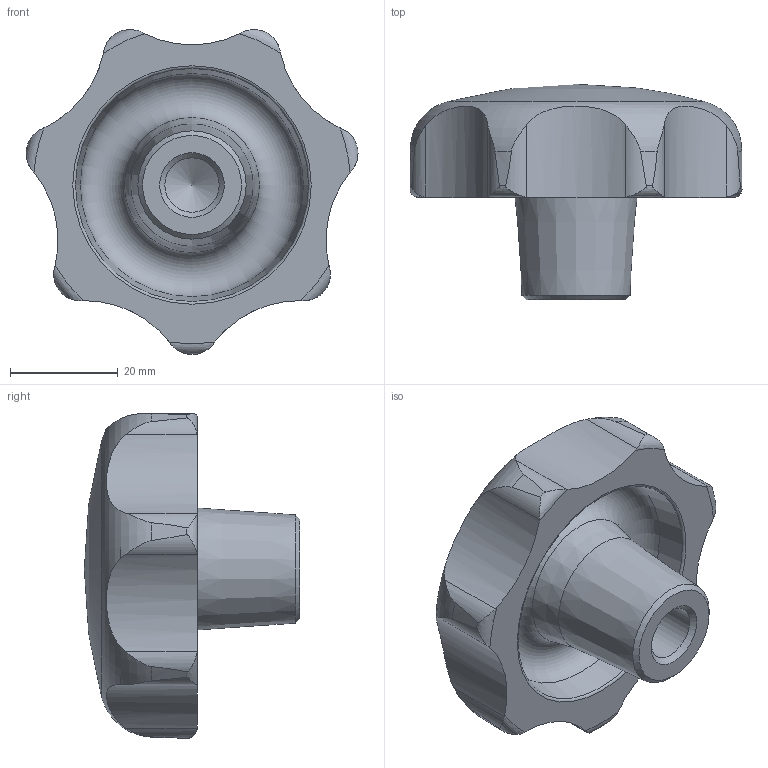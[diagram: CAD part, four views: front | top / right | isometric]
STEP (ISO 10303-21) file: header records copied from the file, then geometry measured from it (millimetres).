
FILE_DESCRIPTION( ( 'STEP AP214' ), '1' );
FILE_NAME( 'K0149.56312__E_.stp', '2020-11-25T15:08:12', ( '' ), ( '' ), ' ', 'PARTsolutions', ' ' );
FILE_SCHEMA( ( 'AUTOMOTIVE_DESIGN { 1 0 10303 214 1 1 1 1 }' ) );
Length unit declared in the file: millimetre
Products named in the file (1): _K0149.56312_(E)
Bounding box: 61.67 x 40 x 60.33 mm (x, y, z)
Volume: 43597.5 mm3; surface area: 11369.5 mm2
Topology: 1 solids, 1 shells, 48 faces, 131 edges, 85 vertices
Faces by surface type: cylinder 22, cone 13, torus 10, plane 2, sphere 1
Full cylindrical faces by diameter (mm): 10.106 x1
Entity records: 2434 total; most frequent: CARTESIAN_POINT 970, ORIENTED_EDGE 232, DIRECTION 190, EDGE_CURVE 116, AXIS2_PLACEMENT_3D 88, VERTEX_POINT 84, B_SPLINE_CURVE_WITH_KNOTS 63, EDGE_LOOP 59
